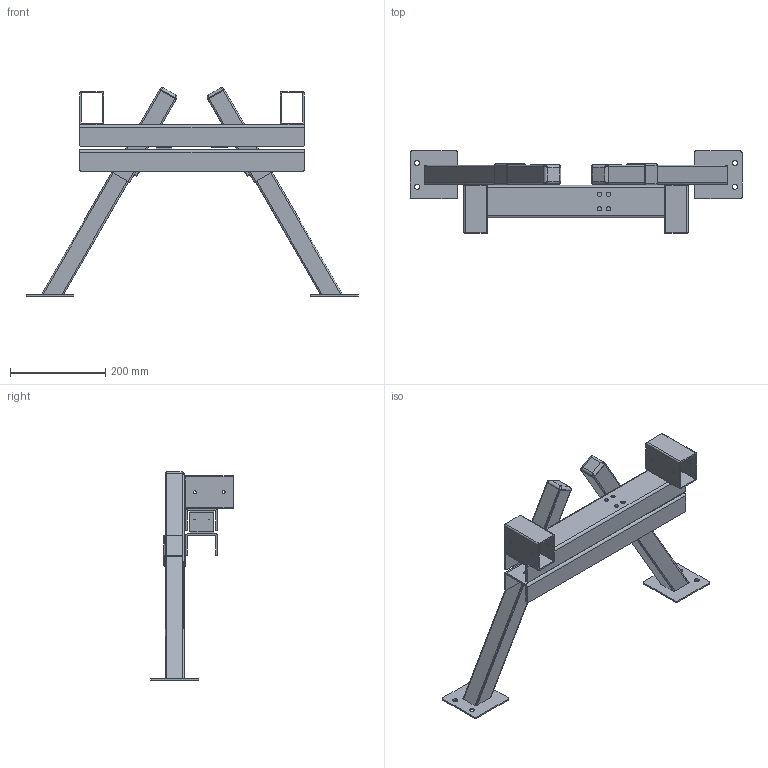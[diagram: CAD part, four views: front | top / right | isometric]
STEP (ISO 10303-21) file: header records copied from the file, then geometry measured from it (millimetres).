
FILE_DESCRIPTION(/* description */ (''),/* implementation_level */ '2;1');
FILE_NAME(/* name */ 'Stojan_vaha.step',/* time_stamp */ '2024-04-09T14:39:29+02:00',/* author */ (''),/* organization */ (''),/* preprocessor_version */ 'ST-DEVELOPER v20',/* originating_system */ 'Autodesk Translation Framework v12.20.1.177',/* authorisation */ '');
FILE_SCHEMA (('AUTOMOTIVE_DESIGN { 1 0 10303 214 3 1 1 }'));
Length unit declared in the file: millimetre
Products named in the file (12): Stojan_vaha; Telo1 (1); Vlozka0 (2) (1); Component3; Tenzometr (2) (1); Vlozka1 (2) (1); Component6; Telo2 (1); Component8; Component9; Component10; Component11
Assembly tree (11 placements, depth 2):
  Stojan_vaha
    Telo1 (1)
    Vlozka0 (2) (1)
    Component3
    Tenzometr (2) (1)
    Vlozka1 (2) (1)
    Component6
    Telo2 (1)
    Component8
    Component9
    Component10
    Component11
Bounding box: 695.88 x 172.5 x 436.88 mm (x, y, z)
Volume: 1321306.9 mm3; surface area: 787559.8 mm2
Topology: 11 solids, 11 shells, 338 faces, 868 edges, 556 vertices
Faces by surface type: plane 162, cylinder 158, bspline 10, torus 8
Full cylindrical faces by diameter (mm): 6.5 x8, 8 x2, 8.5 x4, 9 x24, 10.5 x4
Entity records: 11039 total; most frequent: CARTESIAN_POINT 2079, DIRECTION 1886, ORIENTED_EDGE 1720, EDGE_CURVE 860, AXIS2_PLACEMENT_3D 675, VERTEX_POINT 556, LINE 536, VECTOR 536
